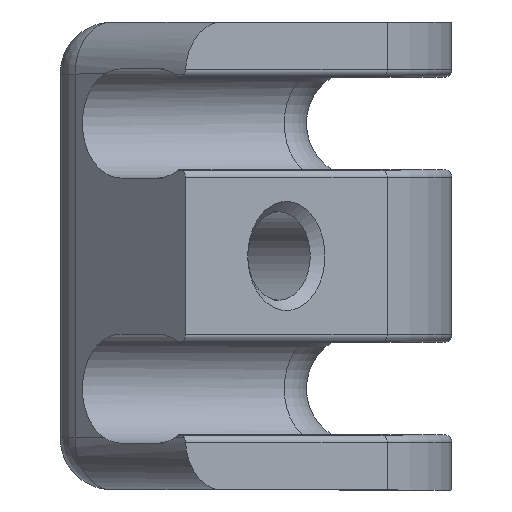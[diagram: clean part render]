
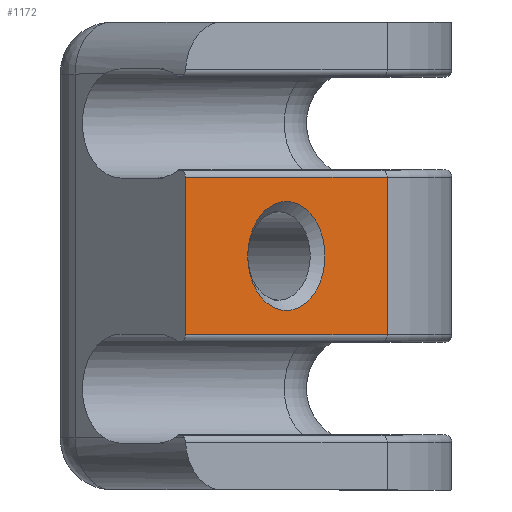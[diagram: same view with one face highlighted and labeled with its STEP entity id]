
A CAD part, left-side view. The second image highlights one B-rep face of the part: STEP entity #1172.
In plain terms, the highlighted planar face has unit normal (-0.707, -0.707, 0).
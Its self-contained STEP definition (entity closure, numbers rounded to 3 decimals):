
#93=LINE('',#2011,#174);
#107=LINE('',#2094,#188);
#108=LINE('',#2096,#189);
#109=LINE('',#2097,#190);
#174=VECTOR('',#1594,10.);
#188=VECTOR('',#1690,10.);
#189=VECTOR('',#1691,10.);
#190=VECTOR('',#1692,10.);
#238=FACE_BOUND('',#368,.T.);
#291=FACE_OUTER_BOUND('',#367,.T.);
#367=EDGE_LOOP('',(#1018,#1019,#1020,#1021));
#368=EDGE_LOOP('',(#1022));
#461=CIRCLE('',#1330,2.1);
#555=VERTEX_POINT('',#2008);
#556=VERTEX_POINT('',#2010);
#573=VERTEX_POINT('',#2087);
#574=VERTEX_POINT('',#2093);
#575=VERTEX_POINT('',#2095);
#692=EDGE_CURVE('',#555,#556,#93,.T.);
#728=EDGE_CURVE('',#573,#573,#461,.T.);
#730=EDGE_CURVE('',#555,#574,#107,.T.);
#731=EDGE_CURVE('',#575,#574,#108,.T.);
#732=EDGE_CURVE('',#556,#575,#109,.T.);
#1018=ORIENTED_EDGE('',*,*,#692,.F.);
#1019=ORIENTED_EDGE('',*,*,#730,.T.);
#1020=ORIENTED_EDGE('',*,*,#731,.F.);
#1021=ORIENTED_EDGE('',*,*,#732,.F.);
#1022=ORIENTED_EDGE('',*,*,#728,.F.);
#1114=PLANE('',#1332);
#1172=ADVANCED_FACE('',(#291,#238),#1114,.T.);
#1330=AXIS2_PLACEMENT_3D('',#2089,#1683,#1684);
#1332=AXIS2_PLACEMENT_3D('',#2092,#1688,#1689);
#1594=DIRECTION('',(0.,0.,1.));
#1683=DIRECTION('center_axis',(-0.707,-0.707,0.));
#1684=DIRECTION('ref_axis',(-0.707,0.707,0.));
#1688=DIRECTION('center_axis',(-0.707,-0.707,0.));
#1689=DIRECTION('ref_axis',(0.,0.,
-1.));
#1690=DIRECTION('',(0.707,-0.707,0.));
#1691=DIRECTION('',(0.,0.,-1.));
#1692=DIRECTION('',(0.707,-0.707,0.));
#2008=CARTESIAN_POINT('',(-166.747,15.253,-3.022));
#2010=CARTESIAN_POINT('',(-166.747,15.253,3.022));
#2011=CARTESIAN_POINT('',(-166.747,15.253,-9.));
#2087=CARTESIAN_POINT('',(-161.379,9.885,0.));
#2089=CARTESIAN_POINT('Origin',(-162.864,11.37,0.));
#2092=CARTESIAN_POINT('Origin',(-166.747,15.253,3.022));
#2093=CARTESIAN_POINT('',(-158.984,7.49,-3.022));
#2094=CARTESIAN_POINT('',(-166.747,15.253,-3.022));
#2095=CARTESIAN_POINT('',(-158.984,7.49,3.022));
#2096=CARTESIAN_POINT('',(-158.984,7.49,-9.));
#2097=CARTESIAN_POINT('',(-166.747,15.253,3.022));
